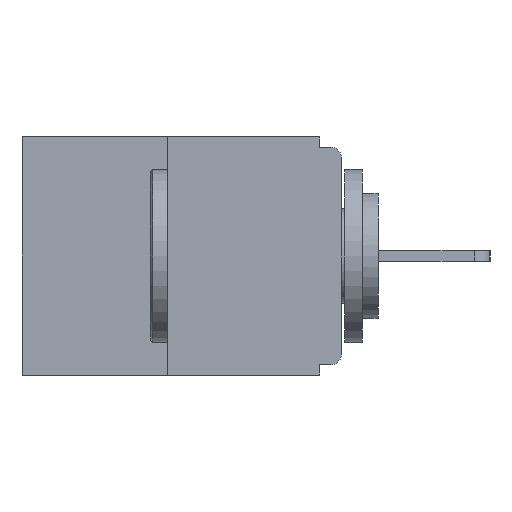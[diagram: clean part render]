
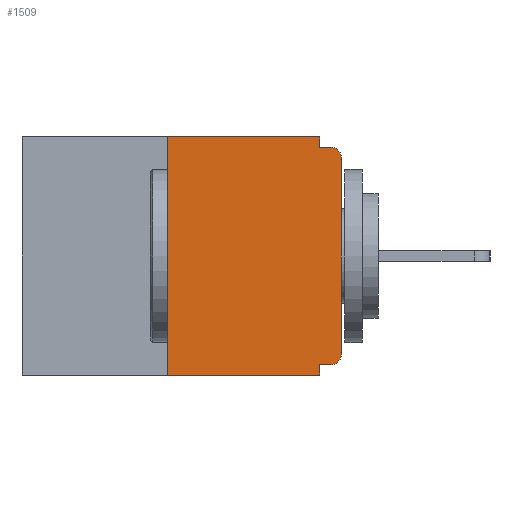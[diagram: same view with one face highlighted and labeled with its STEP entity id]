
A CAD part, left-side view. The second image highlights one B-rep face of the part: STEP entity #1509.
In plain terms, the highlighted planar face has unit normal (-1, 0, 0).
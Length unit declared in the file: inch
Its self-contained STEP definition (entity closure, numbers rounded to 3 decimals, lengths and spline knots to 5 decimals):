
#27 = CARTESIAN_POINT ( 'NONE',  ( 0., 0.015, -0.03 ) ) ;
#30 = CARTESIAN_POINT ( 'NONE',  ( 0., 0.46, 0. ) ) ;
#135 = LINE ( 'NONE', #3412, #12962 ) ;
#355 = ORIENTED_EDGE ( 'NONE', *, *, #12640, .T. ) ;
#691 = LINE ( 'NONE', #3795, #4408 ) ;
#1018 = EDGE_CURVE ( 'NONE', #14839, #6669, #691, .T. ) ;
#1275 = ORIENTED_EDGE ( 'NONE', *, *, #1018, .F. ) ;
#1509 = ADVANCED_FACE ( 'NONE', ( #3529 ), #3721, .F. ) ;
#1552 = LINE ( 'NONE', #10907, #10955 ) ;
#1651 = LINE ( 'NONE', #4745, #11259 ) ;
#1708 = LINE ( 'NONE', #4837, #15929 ) ;
#2257 = EDGE_CURVE ( 'NONE', #4310, #8186, #1552, .T. ) ;
#2263 = EDGE_LOOP ( 'NONE', ( #14750, #10775, #5336, #7147, #1275, #355, #13455, #7820, #13782, #13948 ) ) ;
#2266 = DIRECTION ( 'NONE',  ( 0., 0., 1. ) ) ;
#2374 = CARTESIAN_POINT ( 'NONE',  ( 0., 0.031, -0.328 ) ) ;
#2508 = DIRECTION ( 'NONE',  ( 0., -1., 0. ) ) ;
#2622 = CARTESIAN_POINT ( 'NONE',  ( 0., 0.015, -0.313 ) ) ;
#2833 = DIRECTION ( 'NONE',  ( -1., 0., 0. ) ) ;
#3137 = CARTESIAN_POINT ( 'NONE',  ( 0., 0.015, -0.015 ) ) ;
#3246 = CARTESIAN_POINT ( 'NONE',  ( 0., 0., -0.03 ) ) ;
#3261 = DIRECTION ( 'NONE',  ( 0., -1., 0. ) ) ;
#3357 = CARTESIAN_POINT ( 'NONE',  ( 0., 0., -0.313 ) ) ;
#3391 = DIRECTION ( 'NONE',  ( 0., 0., 1. ) ) ;
#3412 = CARTESIAN_POINT ( 'NONE',  ( 0., 0.031, 0. ) ) ;
#3529 = FACE_OUTER_BOUND ( 'NONE', #2263, .T. ) ;
#3592 = VECTOR ( 'NONE', #3261, 39.37008 ) ;
#3721 = PLANE ( 'NONE',  #5027 ) ;
#3795 = CARTESIAN_POINT ( 'NONE',  ( 0., 0., -0.328 ) ) ;
#3806 = LINE ( 'NONE', #10425, #3592 ) ;
#3847 = CARTESIAN_POINT ( 'NONE',  ( 0., 0.031, 0. ) ) ;
#3924 = AXIS2_PLACEMENT_3D ( 'NONE', #2622, #2833, #5117 ) ;
#4217 = CARTESIAN_POINT ( 'NONE',  ( 0., 0.46, -0.343 ) ) ;
#4310 = VERTEX_POINT ( 'NONE', #4326 ) ;
#4326 = CARTESIAN_POINT ( 'NONE',  ( 0., 0.25, -0.343 ) ) ;
#4408 = VECTOR ( 'NONE', #14819, 39.37008 ) ;
#4478 = VERTEX_POINT ( 'NONE', #12154 ) ;
#4620 = VECTOR ( 'NONE', #2508, 39.37008 ) ;
#4745 = CARTESIAN_POINT ( 'NONE',  ( 0., 0., 0. ) ) ;
#4837 = CARTESIAN_POINT ( 'NONE',  ( 0., 0.031, -0.343 ) ) ;
#4854 = VERTEX_POINT ( 'NONE', #15524 ) ;
#4906 = CIRCLE ( 'NONE', #11868, 0.015 ) ;
#5027 = AXIS2_PLACEMENT_3D ( 'NONE', #30, #7649, #6184 ) ;
#5117 = DIRECTION ( 'NONE',  ( 0., 0., -1. ) ) ;
#5214 = EDGE_CURVE ( 'NONE', #4310, #4854, #5651, .T. ) ;
#5336 = ORIENTED_EDGE ( 'NONE', *, *, #5214, .T. ) ;
#5651 = LINE ( 'NONE', #4217, #15146 ) ;
#6183 = CARTESIAN_POINT ( 'NONE',  ( 0., 0.46, 0. ) ) ;
#6184 = DIRECTION ( 'NONE',  ( 0., 0., -1. ) ) ;
#6200 = EDGE_CURVE ( 'NONE', #8186, #11813, #15108, .T. ) ;
#6431 = EDGE_CURVE ( 'NONE', #11813, #4478, #135, .T. ) ;
#6669 = VERTEX_POINT ( 'NONE', #2374 ) ;
#6742 = DIRECTION ( 'NONE',  ( 0., -1., 0. ) ) ;
#7023 = CARTESIAN_POINT ( 'NONE',  ( 0., 0.015, -0.328 ) ) ;
#7147 = ORIENTED_EDGE ( 'NONE', *, *, #13701, .F. ) ;
#7601 = VERTEX_POINT ( 'NONE', #3137 ) ;
#7649 = DIRECTION ( 'NONE',  ( 1., 0., 0. ) ) ;
#7807 = VERTEX_POINT ( 'NONE', #3357 ) ;
#7820 = ORIENTED_EDGE ( 'NONE', *, *, #13131, .T. ) ;
#8186 = VERTEX_POINT ( 'NONE', #14106 ) ;
#8555 = EDGE_CURVE ( 'NONE', #7807, #14940, #1651, .T. ) ;
#8733 = DIRECTION ( 'NONE',  ( -1., 0., 0. ) ) ;
#9242 = EDGE_CURVE ( 'NONE', #4478, #7601, #3806, .T. ) ;
#9990 = DIRECTION ( 'NONE',  ( 0., 0., -1. ) ) ;
#10360 = CIRCLE ( 'NONE', #3924, 0.015 ) ;
#10425 = CARTESIAN_POINT ( 'NONE',  ( 0., 0., -0.015 ) ) ;
#10775 = ORIENTED_EDGE ( 'NONE', *, *, #2257, .F. ) ;
#10907 = CARTESIAN_POINT ( 'NONE',  ( 0., 0.25, 0. ) ) ;
#10955 = VECTOR ( 'NONE', #3391, 39.37008 ) ;
#11259 = VECTOR ( 'NONE', #2266, 39.37008 ) ;
#11813 = VERTEX_POINT ( 'NONE', #3847 ) ;
#11868 = AXIS2_PLACEMENT_3D ( 'NONE', #27, #8733, #9990 ) ;
#12033 = DIRECTION ( 'NONE',  ( 0., 0., -1. ) ) ;
#12154 = CARTESIAN_POINT ( 'NONE',  ( 0., 0.031, -0.015 ) ) ;
#12640 = EDGE_CURVE ( 'NONE', #14839, #7807, #10360, .T. ) ;
#12962 = VECTOR ( 'NONE', #12033, 39.37008 ) ;
#13131 = EDGE_CURVE ( 'NONE', #14940, #7601, #4906, .T. ) ;
#13455 = ORIENTED_EDGE ( 'NONE', *, *, #8555, .T. ) ;
#13621 = DIRECTION ( 'NONE',  ( 0., 0., -1. ) ) ;
#13701 = EDGE_CURVE ( 'NONE', #6669, #4854, #1708, .T. ) ;
#13782 = ORIENTED_EDGE ( 'NONE', *, *, #9242, .F. ) ;
#13948 = ORIENTED_EDGE ( 'NONE', *, *, #6431, .F. ) ;
#14106 = CARTESIAN_POINT ( 'NONE',  ( 0., 0.25, 0. ) ) ;
#14750 = ORIENTED_EDGE ( 'NONE', *, *, #6200, .F. ) ;
#14819 = DIRECTION ( 'NONE',  ( 0., 1., 0. ) ) ;
#14839 = VERTEX_POINT ( 'NONE', #7023 ) ;
#14940 = VERTEX_POINT ( 'NONE', #3246 ) ;
#15108 = LINE ( 'NONE', #6183, #4620 ) ;
#15146 = VECTOR ( 'NONE', #6742, 39.37008 ) ;
#15524 = CARTESIAN_POINT ( 'NONE',  ( 0., 0.031, -0.343 ) ) ;
#15929 = VECTOR ( 'NONE', #13621, 39.37008 ) ;
